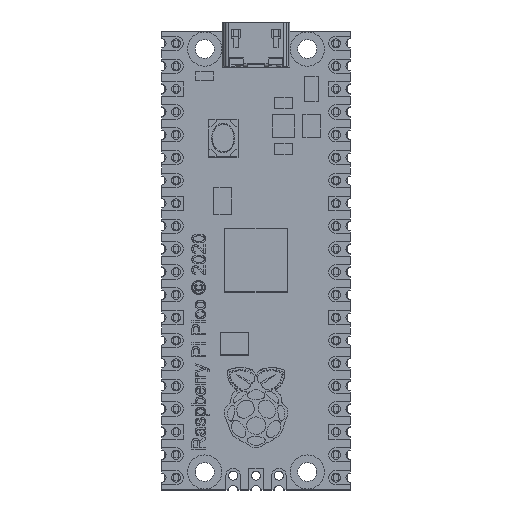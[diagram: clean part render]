
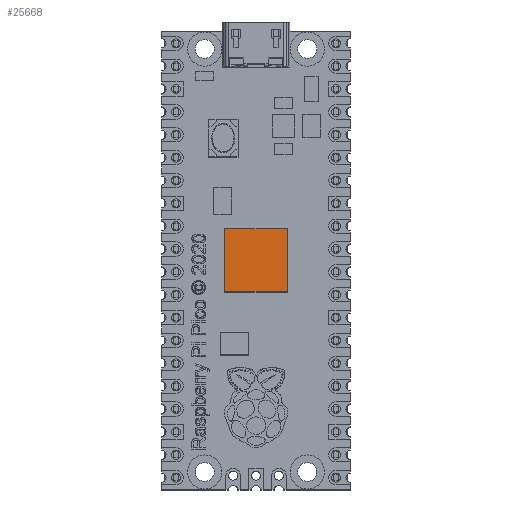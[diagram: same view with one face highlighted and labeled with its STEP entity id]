
A CAD part, top view. The second image highlights one B-rep face of the part: STEP entity #25668.
In plain terms, the highlighted planar face has unit normal (0, 0, 1).
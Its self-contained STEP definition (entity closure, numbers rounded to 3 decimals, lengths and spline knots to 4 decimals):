
#3030=FACE_OUTER_BOUND('',#4569,.T.);
#4569=EDGE_LOOP('',(#19989,#19990,#19991,#19992));
#6707=LINE('',#37243,#9225);
#6710=LINE('',#37249,#9228);
#6713=LINE('',#37255,#9231);
#6716=LINE('',#37259,#9234);
#9225=VECTOR('',#31445,10.);
#9228=VECTOR('',#31450,10.);
#9231=VECTOR('',#31455,10.);
#9234=VECTOR('',#31460,10.);
#11533=VERTEX_POINT('',#37240);
#11534=VERTEX_POINT('',#37242);
#11536=VERTEX_POINT('',#37248);
#11538=VERTEX_POINT('',#37254);
#14579=EDGE_CURVE('',#11534,#11533,#6707,.T.);
#14582=EDGE_CURVE('',#11536,#11534,#6710,.T.);
#14585=EDGE_CURVE('',#11538,#11536,#6713,.T.);
#14588=EDGE_CURVE('',#11533,#11538,#6716,.T.);
#19989=ORIENTED_EDGE('',*,*,#14588,.T.);
#19990=ORIENTED_EDGE('',*,*,#14585,.T.);
#19991=ORIENTED_EDGE('',*,*,#14582,.T.);
#19992=ORIENTED_EDGE('',*,*,#14579,.T.);
#24680=PLANE('',#27553);
#25668=ADVANCED_FACE('',(#3030),#24680,.T.);
#27553=AXIS2_PLACEMENT_3D('',#37260,#31461,#31462);
#31445=DIRECTION('',(0.,1.,0.));
#31450=DIRECTION('',(1.,0.,0.));
#31455=DIRECTION('',(0.,-1.,0.));
#31460=DIRECTION('',(-1.,0.,0.));
#31461=DIRECTION('center_axis',(0.,0.,1.));
#31462=DIRECTION('ref_axis',(1.,0.,0.));
#37240=CARTESIAN_POINT('',(3.5,3.5,1.5));
#37242=CARTESIAN_POINT('',(3.5,-3.5,1.5));
#37243=CARTESIAN_POINT('',(3.5,3.5,1.5));
#37248=CARTESIAN_POINT('',(-3.5,-3.5,1.5));
#37249=CARTESIAN_POINT('',(3.5,-3.5,1.5));
#37254=CARTESIAN_POINT('',(-3.5,3.5,1.5));
#37255=CARTESIAN_POINT('',(-3.5,-3.5,1.5));
#37259=CARTESIAN_POINT('',(-3.5,3.5,1.5));
#37260=CARTESIAN_POINT('Origin',(0.,0.,1.5));
